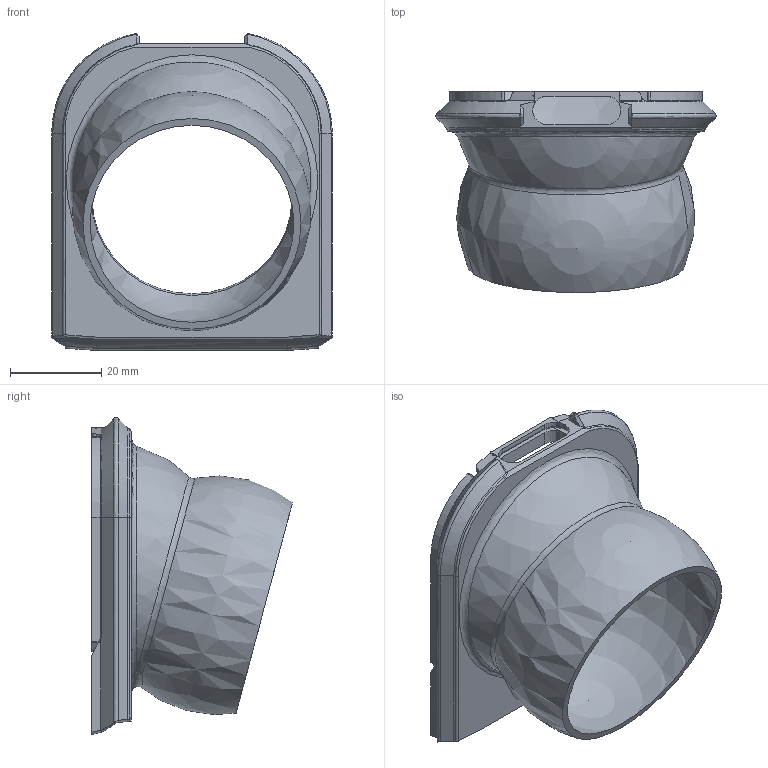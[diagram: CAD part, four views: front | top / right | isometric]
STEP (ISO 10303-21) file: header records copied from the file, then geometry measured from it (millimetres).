
FILE_DESCRIPTION(/* description */ (''),/* implementation_level */ '2;1');
FILE_NAME(/* name */ 'Intake_Ball_Connector.step',/* time_stamp */ '2022-10-04T15:34:17+02:00',/* author */ (''),/* organization */ (''),/* preprocessor_version */ 'ST-DEVELOPER v19',/* originating_system */ 'Autodesk Translation Framework v11.7.0.108',/* authorisation */ '');
FILE_SCHEMA (('AUTOMOTIVE_DESIGN { 1 0 10303 214 3 1 1 }'));
Length unit declared in the file: millimetre
Products named in the file (4): (Unsaved); Ball_Connector; Support (1); Cover
Assembly tree (3 placements, depth 3):
  (Unsaved)
    Ball_Connector
      Support (1)
      Cover
Bounding box: 61.49 x 44.09 x 69.57 mm (x, y, z)
Volume: 16329 mm3; surface area: 16818 mm2
Topology: 4 solids, 4 shells, 212 faces, 583 edges, 379 vertices
Faces by surface type: plane 86, bspline 56, cylinder 54, torus 9, sphere 6, cone 1
Entity records: 17185 total; most frequent: CARTESIAN_POINT 11980, ORIENTED_EDGE 1156, DIRECTION 937, EDGE_CURVE 578, VERTEX_POINT 379, AXIS2_PLACEMENT_3D 321, LINE 295, VECTOR 295
